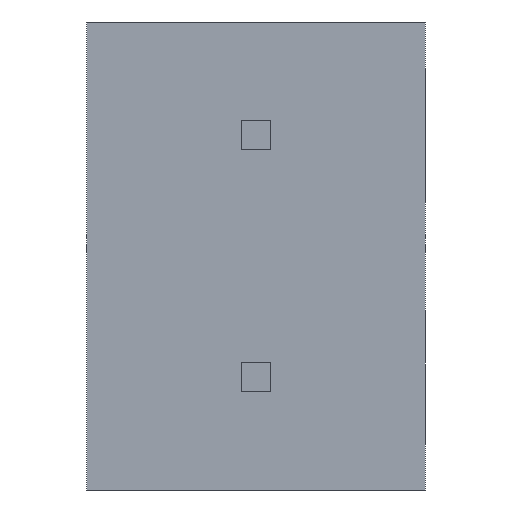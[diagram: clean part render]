
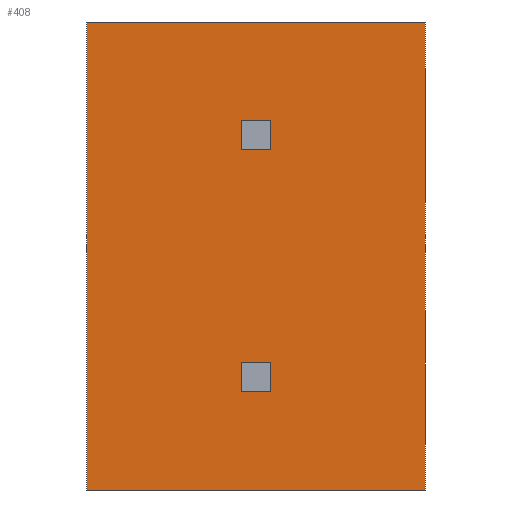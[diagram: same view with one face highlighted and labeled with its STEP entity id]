
A CAD part, front view. The second image highlights one B-rep face of the part: STEP entity #408.
In plain terms, the highlighted planar face has unit normal (0, -1, 0).
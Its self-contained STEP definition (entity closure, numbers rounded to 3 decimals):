
#70 = CARTESIAN_POINT ( 'NONE',  ( -0.45, 0., 4.2 ) ) ;
#75 = DIRECTION ( 'NONE',  ( -1., 0., 0. ) ) ;
#76 = CARTESIAN_POINT ( 'NONE',  ( 5.25, 0., 7.25 ) ) ;
#78 = CARTESIAN_POINT ( 'NONE',  ( -0.45, 0., -3.3 ) ) ;
#79 = DIRECTION ( 'NONE',  ( 0., 0., -1. ) ) ;
#80 = DIRECTION ( 'NONE',  ( -1., 0., 0. ) ) ;
#85 = CARTESIAN_POINT ( 'NONE',  ( -5.25, 0., 7.25 ) ) ;
#86 = DIRECTION ( 'NONE',  ( 0., 0., -1. ) ) ;
#92 = CARTESIAN_POINT ( 'NONE',  ( -5.25, 0., 7.25 ) ) ;
#94 = CARTESIAN_POINT ( 'NONE',  ( -5.25, 0., -7.25 ) ) ;
#95 = DIRECTION ( 'NONE',  ( 1., 0., 0. ) ) ;
#96 = CARTESIAN_POINT ( 'NONE',  ( -0.45, 0., 4.2 ) ) ;
#97 = DIRECTION ( 'NONE',  ( 1., 0., 0. ) ) ;
#98 = CARTESIAN_POINT ( 'NONE',  ( -0.45, 0., 3.3 ) ) ;
#99 = DIRECTION ( 'NONE',  ( 1., 0., 0. ) ) ;
#100 = CARTESIAN_POINT ( 'NONE',  ( 0.45, 0., -3.3 ) ) ;
#101 = DIRECTION ( 'NONE',  ( 0., 0., -1. ) ) ;
#103 = DIRECTION ( 'NONE',  ( 0., 0., 1. ) ) ;
#109 = CARTESIAN_POINT ( 'NONE',  ( 0.45, 0., 4.2 ) ) ;
#110 = DIRECTION ( 'NONE',  ( 0., 0., 1. ) ) ;
#177 = CARTESIAN_POINT ( 'NONE',  ( -0.45, 0., -4.2 ) ) ;
#192 = DIRECTION ( 'NONE',  ( 1., 0., 0. ) ) ;
#201 = CARTESIAN_POINT ( 'NONE',  ( -0.45, 0., -3.3 ) ) ;
#208 = DIRECTION ( 'NONE',  ( 0., 0., -1. ) ) ;
#283 = CARTESIAN_POINT ( 'NONE',  ( -5.25, 0., -7.25 ) ) ;
#287 = CARTESIAN_POINT ( 'NONE',  ( 0.45, 0., 3.3 ) ) ;
#290 = CARTESIAN_POINT ( 'NONE',  ( -0.45, 0., 3.3 ) ) ;
#291 = CARTESIAN_POINT ( 'NONE',  ( -0.45, 0., 4.2 ) ) ;
#295 = CARTESIAN_POINT ( 'NONE',  ( 5.25, 0., 7.25 ) ) ;
#296 = CARTESIAN_POINT ( 'NONE',  ( -5.25, 0., 7.25 ) ) ;
#318 = CARTESIAN_POINT ( 'NONE',  ( 0.45, 0., 4.2 ) ) ;
#324 = CARTESIAN_POINT ( 'NONE',  ( 0.45, 0., -4.2 ) ) ;
#325 = CARTESIAN_POINT ( 'NONE',  ( 0.45, 0., -3.3 ) ) ;
#326 = CARTESIAN_POINT ( 'NONE',  ( -0.45, 0., -4.2 ) ) ;
#327 = CARTESIAN_POINT ( 'NONE',  ( -0.45, 0., -3.3 ) ) ;
#328 = CARTESIAN_POINT ( 'NONE',  ( 5.25, 0., -7.25 ) ) ;
#408 = ADVANCED_FACE ( 'NONE', ( #1445, #1448, #1450 ), #1019, .F. ) ;
#510 = AXIS2_PLACEMENT_3D ( 'NONE', #1025, #1027, #1028 ) ;
#600 = EDGE_LOOP ( 'NONE', ( #709, #708, #707, #706 ) ) ;
#601 = EDGE_LOOP ( 'NONE', ( #713, #712, #711, #710 ) ) ;
#706 = ORIENTED_EDGE ( 'NONE', *, *, #916, .F. ) ;
#707 = ORIENTED_EDGE ( 'NONE', *, *, #874, .F. ) ;
#708 = ORIENTED_EDGE ( 'NONE', *, *, #864, .F. ) ;
#709 = ORIENTED_EDGE ( 'NONE', *, *, #923, .F. ) ;
#710 = ORIENTED_EDGE ( 'NONE', *, *, #866, .T. ) ;
#711 = ORIENTED_EDGE ( 'NONE', *, *, #870, .F. ) ;
#712 = ORIENTED_EDGE ( 'NONE', *, *, #863, .F. ) ;
#713 = ORIENTED_EDGE ( 'NONE', *, *, #871, .T. ) ;
#714 = ORIENTED_EDGE ( 'NONE', *, *, #872, .F. ) ;
#715 = ORIENTED_EDGE ( 'NONE', *, *, #877, .F. ) ;
#716 = ORIENTED_EDGE ( 'NONE', *, *, #861, .F. ) ;
#717 = ORIENTED_EDGE ( 'NONE', *, *, #873, .F. ) ;
#753 = EDGE_LOOP ( 'NONE', ( #717, #716, #715, #714 ) ) ;
#861 = EDGE_CURVE ( 'NONE', #1244, #976, #1577, .T. ) ;
#863 = EDGE_CURVE ( 'NONE', #1084, #1257, #1583, .T. ) ;
#864 = EDGE_CURVE ( 'NONE', #1253, #1255, #1587, .T. ) ;
#866 = EDGE_CURVE ( 'NONE', #1085, #972, #1592, .T. ) ;
#870 = EDGE_CURVE ( 'NONE', #1085, #1084, #1596, .T. ) ;
#871 = EDGE_CURVE ( 'NONE', #972, #1257, #1594, .T. ) ;
#872 = EDGE_CURVE ( 'NONE', #975, #971, #1605, .T. ) ;
#873 = EDGE_CURVE ( 'NONE', #976, #975, #1601, .T. ) ;
#874 = EDGE_CURVE ( 'NONE', #1252, #1253, #1603, .T. ) ;
#877 = EDGE_CURVE ( 'NONE', #971, #1244, #1615, .T. ) ;
#916 = EDGE_CURVE ( 'NONE', #1254, #1252, #1130, .T. ) ;
#923 = EDGE_CURVE ( 'NONE', #1255, #1254, #1145, .T. ) ;
#971 = VERTEX_POINT ( 'NONE', #287 ) ;
#972 = VERTEX_POINT ( 'NONE', #283 ) ;
#975 = VERTEX_POINT ( 'NONE', #290 ) ;
#976 = VERTEX_POINT ( 'NONE', #291 ) ;
#1019 = PLANE ( 'NONE',  #510 ) ;
#1025 = CARTESIAN_POINT ( 'NONE',  ( -5.25, 0., 7.25 ) ) ;
#1027 = DIRECTION ( 'NONE',  ( 0., 1., 0. ) ) ;
#1028 = DIRECTION ( 'NONE',  ( 0., 0., 1. ) ) ;
#1084 = VERTEX_POINT ( 'NONE', #295 ) ;
#1085 = VERTEX_POINT ( 'NONE', #296 ) ;
#1113 = VECTOR ( 'NONE', #192, 1000. ) ;
#1130 = LINE ( 'NONE', #177, #1113 ) ;
#1134 = VECTOR ( 'NONE', #208, 1000. ) ;
#1145 = LINE ( 'NONE', #201, #1134 ) ;
#1244 = VERTEX_POINT ( 'NONE', #318 ) ;
#1252 = VERTEX_POINT ( 'NONE', #324 ) ;
#1253 = VERTEX_POINT ( 'NONE', #325 ) ;
#1254 = VERTEX_POINT ( 'NONE', #326 ) ;
#1255 = VERTEX_POINT ( 'NONE', #327 ) ;
#1257 = VERTEX_POINT ( 'NONE', #328 ) ;
#1445 = FACE_BOUND ( 'NONE', #753, .T. ) ;
#1448 = FACE_OUTER_BOUND ( 'NONE', #601, .T. ) ;
#1450 = FACE_BOUND ( 'NONE', #600, .T. ) ;
#1577 = LINE ( 'NONE', #70, #1586 ) ;
#1583 = LINE ( 'NONE', #76, #1589 ) ;
#1586 = VECTOR ( 'NONE', #75, 1000. ) ;
#1587 = LINE ( 'NONE', #78, #1591 ) ;
#1589 = VECTOR ( 'NONE', #79, 1000. ) ;
#1590 = VECTOR ( 'NONE', #86, 1000. ) ;
#1591 = VECTOR ( 'NONE', #80, 1000. ) ;
#1592 = LINE ( 'NONE', #85, #1590 ) ;
#1594 = LINE ( 'NONE', #94, #1604 ) ;
#1596 = LINE ( 'NONE', #92, #1602 ) ;
#1601 = LINE ( 'NONE', #96, #1607 ) ;
#1602 = VECTOR ( 'NONE', #95, 1000. ) ;
#1603 = LINE ( 'NONE', #100, #1609 ) ;
#1604 = VECTOR ( 'NONE', #97, 1000. ) ;
#1605 = LINE ( 'NONE', #98, #1606 ) ;
#1606 = VECTOR ( 'NONE', #99, 1000. ) ;
#1607 = VECTOR ( 'NONE', #101, 1000. ) ;
#1609 = VECTOR ( 'NONE', #103, 1000. ) ;
#1615 = LINE ( 'NONE', #109, #1616 ) ;
#1616 = VECTOR ( 'NONE', #110, 1000. ) ;
